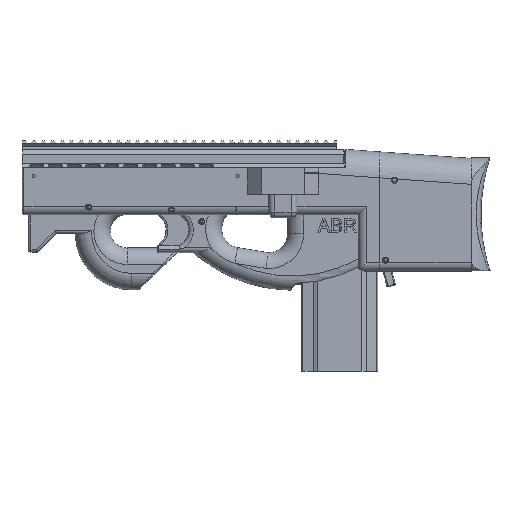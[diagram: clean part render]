
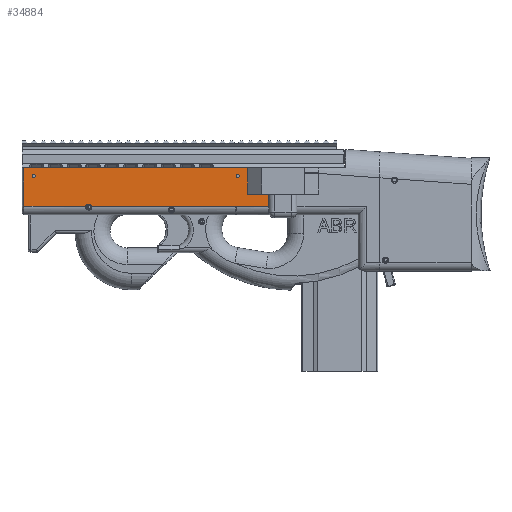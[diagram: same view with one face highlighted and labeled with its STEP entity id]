
A CAD part, top view. The second image highlights one B-rep face of the part: STEP entity #34884.
In plain terms, the highlighted face is planar.
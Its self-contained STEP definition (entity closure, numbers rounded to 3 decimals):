
#872=FACE_BOUND('',#12094,.T.);
#873=FACE_BOUND('',#12095,.T.);
#1179=PLANE('',#37019);
#2733=LINE('',#53137,#6279);
#2735=LINE('',#53145,#6281);
#2747=LINE('',#53202,#6293);
#2748=LINE('',#53204,#6294);
#2749=LINE('',#53206,#6295);
#2750=LINE('',#53208,#6296);
#2751=LINE('',#53210,#6297);
#2752=LINE('',#53211,#6298);
#6279=VECTOR('',#41088,10.);
#6281=VECTOR('',#41094,10.);
#6293=VECTOR('',#41150,10.);
#6294=VECTOR('',#41151,10.);
#6295=VECTOR('',#41152,10.);
#6296=VECTOR('',#41153,10.);
#6297=VECTOR('',#41154,10.);
#6298=VECTOR('',#41155,10.);
#10103=FACE_OUTER_BOUND('',#12093,.T.);
#12093=EDGE_LOOP('',(#25548,#25549,#25550,#25551,#25552,#25553,#25554,#25555,
#25556,#25557));
#12094=EDGE_LOOP('',(#25558));
#12095=EDGE_LOOP('',(#25559));
#13956=CIRCLE('',#37018,1.75);
#13957=CIRCLE('',#37020,3.25);
#13958=CIRCLE('',#37021,24.);
#13959=CIRCLE('',#37022,1.75);
#15790=VERTEX_POINT('',#53113);
#15792=VERTEX_POINT('',#53136);
#15795=VERTEX_POINT('',#53142);
#15796=VERTEX_POINT('',#53144);
#15813=VERTEX_POINT('',#53194);
#15814=VERTEX_POINT('',#53199);
#15815=VERTEX_POINT('',#53201);
#15816=VERTEX_POINT('',#53203);
#15817=VERTEX_POINT('',#53205);
#15818=VERTEX_POINT('',#53207);
#15819=VERTEX_POINT('',#53209);
#15820=VERTEX_POINT('',#53212);
#19477=EDGE_CURVE('',#15790,#15792,#2733,.T.);
#19481=EDGE_CURVE('',#15795,#15796,#2735,.T.);
#19504=EDGE_CURVE('',#15813,#15813,#13956,.T.);
#19505=EDGE_CURVE('',#15796,#15790,#13957,.T.);
#19506=EDGE_CURVE('',#15814,#15795,#13958,.T.);
#19507=EDGE_CURVE('',#15815,#15814,#2747,.T.);
#19508=EDGE_CURVE('',#15815,#15816,#2748,.T.);
#19509=EDGE_CURVE('',#15816,#15817,#2749,.T.);
#19510=EDGE_CURVE('',#15818,#15817,#2750,.T.);
#19511=EDGE_CURVE('',#15818,#15819,#2751,.T.);
#19512=EDGE_CURVE('',#15792,#15819,#2752,.T.);
#19513=EDGE_CURVE('',#15820,#15820,#13959,.T.);
#25548=ORIENTED_EDGE('',*,*,#19505,.F.);
#25549=ORIENTED_EDGE('',*,*,#19481,.F.);
#25550=ORIENTED_EDGE('',*,*,#19506,.F.);
#25551=ORIENTED_EDGE('',*,*,#19507,.F.);
#25552=ORIENTED_EDGE('',*,*,#19508,.T.);
#25553=ORIENTED_EDGE('',*,*,#19509,.T.);
#25554=ORIENTED_EDGE('',*,*,#19510,.F.);
#25555=ORIENTED_EDGE('',*,*,#19511,.T.);
#25556=ORIENTED_EDGE('',*,*,#19512,.F.);
#25557=ORIENTED_EDGE('',*,*,#19477,.F.);
#25558=ORIENTED_EDGE('',*,*,#19513,.F.);
#25559=ORIENTED_EDGE('',*,*,#19504,.F.);
#34884=ADVANCED_FACE('',(#10103,#872,#873),#1179,.F.);
#37018=AXIS2_PLACEMENT_3D('',#53196,#41142,#41143);
#37019=AXIS2_PLACEMENT_3D('',#53197,#41144,#41145);
#37020=AXIS2_PLACEMENT_3D('',#53198,#41146,#41147);
#37021=AXIS2_PLACEMENT_3D('',#53200,#41148,#41149);
#37022=AXIS2_PLACEMENT_3D('',#53213,#41156,#41157);
#41088=DIRECTION('',(-1.,0.,0.));
#41094=DIRECTION('',(-1.,0.,0.));
#41142=DIRECTION('center_axis',(0.,-1.,0.));
#41143=DIRECTION('ref_axis',(-1.,0.,0.));
#41144=DIRECTION('center_axis',(0.,1.,0.));
#41145=DIRECTION('ref_axis',(0.,0.,1.));
#41146=DIRECTION('center_axis',(0.,-1.,0.));
#41147=DIRECTION('ref_axis',(-1.,0.,0.));
#41148=DIRECTION('center_axis',(0.,-1.,0.));
#41149=DIRECTION('ref_axis',(0.014,0.,1.));
#41150=DIRECTION('',(-1.,0.,0.));
#41151=DIRECTION('',(0.,0.,1.));
#41152=DIRECTION('',(-1.,0.,0.));
#41153=DIRECTION('',(0.,0.,-1.));
#41154=DIRECTION('',(-1.,0.,0.));
#41155=DIRECTION('',(0.,0.,1.));
#41156=DIRECTION('center_axis',(0.,-1.,0.));
#41157=DIRECTION('ref_axis',(-1.,0.,0.));
#53113=CARTESIAN_POINT('',(-19.317,-27.5,-15.5));
#53136=CARTESIAN_POINT('',(-85.,-27.5,-15.5));
#53137=CARTESIAN_POINT('',(150.,-27.5,-15.5));
#53142=CARTESIAN_POINT('',(140.,-27.5,-15.5));
#53144=CARTESIAN_POINT('',(-13.009,-27.5,-15.5));
#53145=CARTESIAN_POINT('',(150.,-27.5,-15.5));
#53194=CARTESIAN_POINT('',(143.785,-27.5,16.75));
#53196=CARTESIAN_POINT('Origin',(142.035,-27.5,16.75));
#53197=CARTESIAN_POINT('Origin',(-87.,-27.5,-75.5));
#53198=CARTESIAN_POINT('Origin',(-16.163,-27.5,-16.284));
#53199=CARTESIAN_POINT('',(140.559,-27.5,-15.506));
#53200=CARTESIAN_POINT('Origin',(140.,-27.5,-39.5));
#53201=CARTESIAN_POINT('',(175.084,-27.5,-15.5));
#53202=CARTESIAN_POINT('',(240.,-27.5,-15.5));
#53203=CARTESIAN_POINT('',(175.084,-27.5,-2.5));
#53204=CARTESIAN_POINT('',(175.084,-27.5,-2.5));
#53205=CARTESIAN_POINT('',(152.55,-27.5,-2.5));
#53206=CARTESIAN_POINT('',(51.5,-27.5,-2.5));
#53207=CARTESIAN_POINT('',(152.55,-27.5,25.5));
#53208=CARTESIAN_POINT('',(152.55,-27.5,-25.));
#53209=CARTESIAN_POINT('',(-85.,-27.5,25.5));
#53210=CARTESIAN_POINT('',(237.5,-27.5,25.5));
#53211=CARTESIAN_POINT('',(-85.,-27.5,-33.75));
#53212=CARTESIAN_POINT('',(-72.868,-27.5,16.75));
#53213=CARTESIAN_POINT('Origin',(-74.618,-27.5,16.75));
